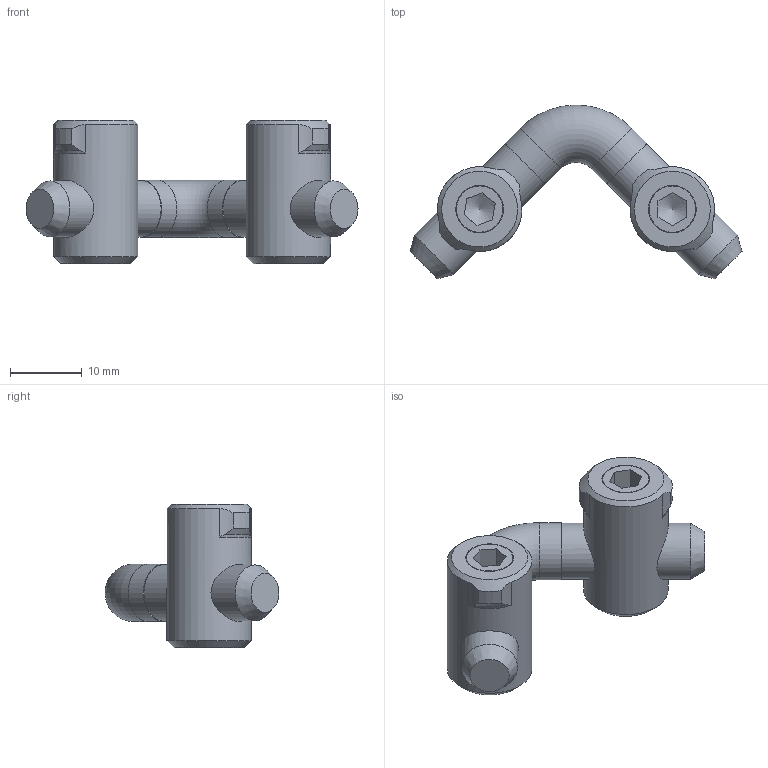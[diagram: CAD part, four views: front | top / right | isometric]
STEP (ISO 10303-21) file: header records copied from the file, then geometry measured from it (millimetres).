
FILE_DESCRIPTION(/* description */ ('Zuganker 40 90°'),/* implementation_level */ '2;1');
FILE_NAME(/* name */ 'SV1650V_A.stp',/* time_stamp */ '2015-11-30T12:26:32+01:00',/* author */ ('Marina Kaa'),/* organization */ (''),/* preprocessor_version */ 'ST-DEVELOPER v15.6',/* originating_system */ 'Autodesk Inventor 2015',/* authorisation */ '');
FILE_SCHEMA (('AUTOMOTIVE_DESIGN { 1 0 10303 214 3 1 1 }'));
Length unit declared in the file: millimetre
Products named in the file (4): ME1620505_A; ME1620011_A; DK0913080100; SV1650V_A
Bounding box: 46.31 x 24.25 x 20 mm (x, y, z)
Volume: 6081.1 mm3; surface area: 4682.4 mm2
Topology: 5 solids, 5 shells, 71 faces, 191 edges, 128 vertices
Faces by surface type: cylinder 24, plane 24, cone 18, torus 5
Full cylindrical faces by diameter (mm): 6.65 x2, 7.8 x2, 8 x6, 11.8 x2
Entity records: 1463 total; most frequent: CARTESIAN_POINT 506, DIRECTION 178, ORIENTED_EDGE 156, AXIS2_PLACEMENT_3D 79, EDGE_CURVE 78, EDGE_LOOP 66, VERTEX_POINT 62, FACE_OUTER_BOUND 42
